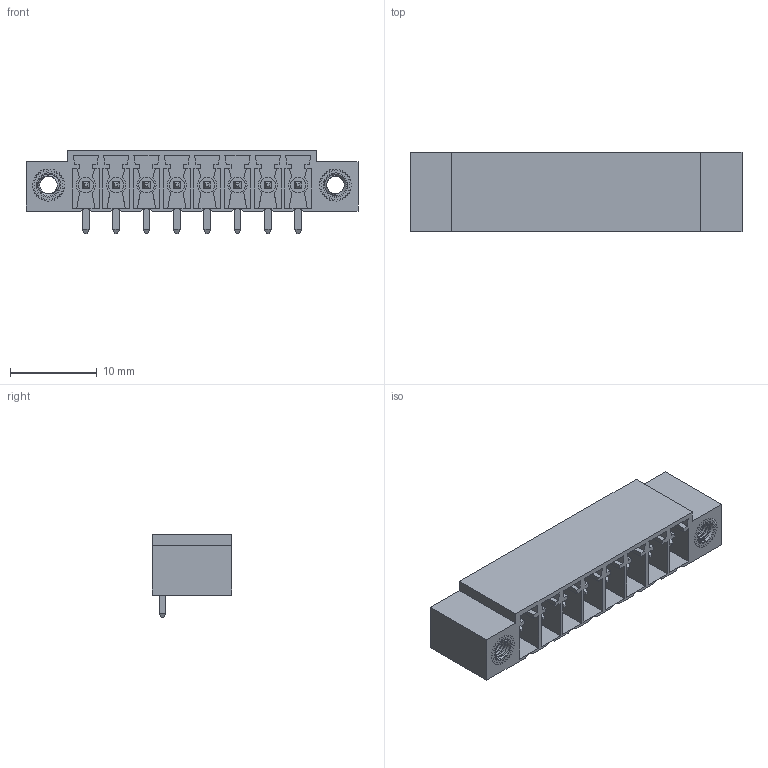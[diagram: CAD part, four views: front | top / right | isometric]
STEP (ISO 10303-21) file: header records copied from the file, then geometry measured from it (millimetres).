
FILE_DESCRIPTION(/* description */ ('Unknown'),/* implementation_level */ '2;1');
FILE_NAME(/* name */ '691701140008B',/* time_stamp */ '2023-12-14T16:26:23+01:00',/* author */ ('Unknown'),/* organization */ ('Unknown'),/* preprocessor_version */ 'ST-DEVELOPER v18.102',/* originating_system */ 'Solid Edge',/* authorisation */ 'Unknown');
FILE_SCHEMA (('AUTOMOTIVE_DESIGN {1 0 10303 214 3 1 1}'));
Length unit declared in the file: millimetre
Products named in the file (4): 6917011400xxB; 691701140008B; 6917011400xxB_PIN; 6917011400xxB_Flange
Assembly tree (11 placements, depth 2):
  6917011400xxB
    691701140008B
    6917011400xxB_PIN  x8
    6917011400xxB_Flange  x2
Bounding box: 38.3 x 9.21 x 9.61 mm (x, y, z)
Volume: 1273.4 mm3; surface area: 3626.3 mm2
Topology: 11 solids, 11 shells, 810 faces, 2300 edges, 1504 vertices
Faces by surface type: plane 678, cylinder 122, bspline 6, cone 4
Full cylindrical faces by diameter (mm): 1.25 x8, 1.8 x8, 2.8 x2
Entity records: 21447 total; most frequent: CARTESIAN_POINT 5745, ORIENTED_EDGE 3354, DIRECTION 3038, EDGE_CURVE 1677, LINE 1474, VECTOR 1474, VERTEX_POINT 1114, AXIS2_PLACEMENT_3D 782
